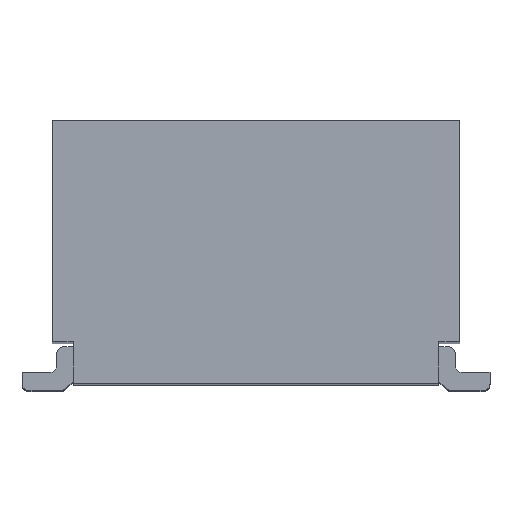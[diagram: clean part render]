
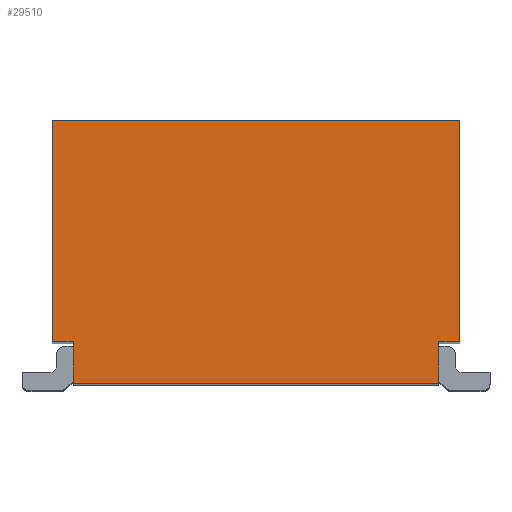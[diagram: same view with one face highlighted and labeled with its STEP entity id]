
A CAD part, top view. The second image highlights one B-rep face of the part: STEP entity #29510.
In plain terms, the highlighted planar face has unit normal (0, 0, 1).
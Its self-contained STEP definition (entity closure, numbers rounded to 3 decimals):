
#1400=CARTESIAN_POINT('',(1.47,-0.3,3.415));
#1410=VERTEX_POINT('',#1400);
#1440=CARTESIAN_POINT('',(0.,-0.3,3.415
));
#1450=DIRECTION('',(-1.,0.,0.));
#1460=VECTOR('',#1450,1.);
#1470=LINE('',#1440,#1460);
#1480=CARTESIAN_POINT('',(1.32,-0.3,3.415));
#1490=VERTEX_POINT('',#1480);
#1500=EDGE_CURVE('',#1410,#1490,#1470,.T.);
#2560=CARTESIAN_POINT('',(-1.47,-0.3,3.415));
#2570=VERTEX_POINT('',#2560);
#2600=CARTESIAN_POINT('',(-1.47,0.,3.415));
#2610=DIRECTION('',(0.,1.,0.));
#2620=VECTOR('',#2610,1.);
#2630=LINE('',#2600,#2620);
#2640=CARTESIAN_POINT('',(-1.47,-1.9,3.415));
#2650=VERTEX_POINT('',#2640);
#2660=EDGE_CURVE('',#2650,#2570,#2630,.T.);
#15470=CARTESIAN_POINT('',(-1.32,-0.3,3.415));
#15480=VERTEX_POINT('',#15470);
#15510=CARTESIAN_POINT('',(0.,-0.3,
3.415));
#15520=DIRECTION('',(-1.,0.,0.));
#15530=VECTOR('',#15520,1.);
#15540=LINE('',#15510,#15530);
#15550=EDGE_CURVE('',#15480,#2570,#15540,.T.);
#16280=CARTESIAN_POINT('',(1.32,0.,3.415));
#16290=DIRECTION('',(0.,-1.,0.));
#16300=VECTOR('',#16290,1.);
#16310=LINE('',#16280,#16300);
#16320=CARTESIAN_POINT('',(1.32,0.,3.415));
#16330=VERTEX_POINT('',#16320);
#16340=EDGE_CURVE('',#16330,#1490,#16310,.T.);
#29120=CARTESIAN_POINT('',(0.67,-0.788,3.415));
#29130=DIRECTION('',(0.,0.,-1.));
#29140=DIRECTION('',(1.,0.,0.));
#29150=AXIS2_PLACEMENT_3D('',#29120,#29130,#29140);
#29160=PLANE('',#29150);
#29170=CARTESIAN_POINT('',(-1.32,0.,3.415));
#29180=DIRECTION('',(0.,1.,0.));
#29190=VECTOR('',#29180,1.);
#29200=LINE('',#29170,#29190);
#29210=CARTESIAN_POINT('',(-1.32,0.,3.415));
#29220=VERTEX_POINT('',#29210);
#29230=EDGE_CURVE('',#15480,#29220,#29200,.T.);
#29240=ORIENTED_EDGE('',*,*,#29230,.F.);
#29250=CARTESIAN_POINT('',(0.,0.,3.415));
#29260=DIRECTION('',(1.,0.,0.));
#29270=VECTOR('',#29260,1.);
#29280=LINE('',#29250,#29270);
#29290=EDGE_CURVE('',#29220,#16330,#29280,.T.);
#29300=ORIENTED_EDGE('',*,*,#29290,.F.);
#29310=ORIENTED_EDGE('',*,*,#16340,.F.);
#29320=ORIENTED_EDGE('',*,*,#1500,.T.);
#29330=CARTESIAN_POINT('',(1.47,0.,3.415));
#29340=DIRECTION('',(0.,1.,0.));
#29350=VECTOR('',#29340,1.);
#29360=LINE('',#29330,#29350);
#29370=CARTESIAN_POINT('',(1.47,-1.9,3.415));
#29380=VERTEX_POINT('',#29370);
#29390=EDGE_CURVE('',#29380,#1410,#29360,.T.);
#29400=ORIENTED_EDGE('',*,*,#29390,.T.);
#29410=CARTESIAN_POINT('',(0.,-1.9,3.415));
#29420=DIRECTION('',(-1.,0.,0.));
#29430=VECTOR('',#29420,1.);
#29440=LINE('',#29410,#29430);
#29450=EDGE_CURVE('',#29380,#2650,#29440,.T.);
#29460=ORIENTED_EDGE('',*,*,#29450,.F.);
#29470=ORIENTED_EDGE('',*,*,#2660,.F.);
#29480=ORIENTED_EDGE('',*,*,#15550,.T.);
#29490=EDGE_LOOP('',(#29480,#29470,#29460,#29400,#29320,#29310,#29300,
#29240));
#29500=FACE_OUTER_BOUND('',#29490,.T.);
#29510=ADVANCED_FACE('',(#29500),#29160,.F.);
